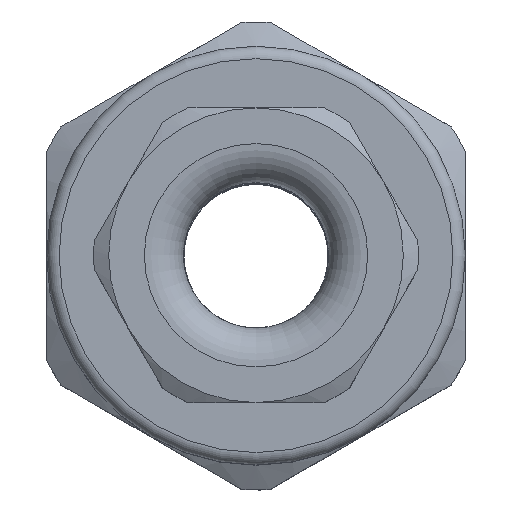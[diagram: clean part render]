
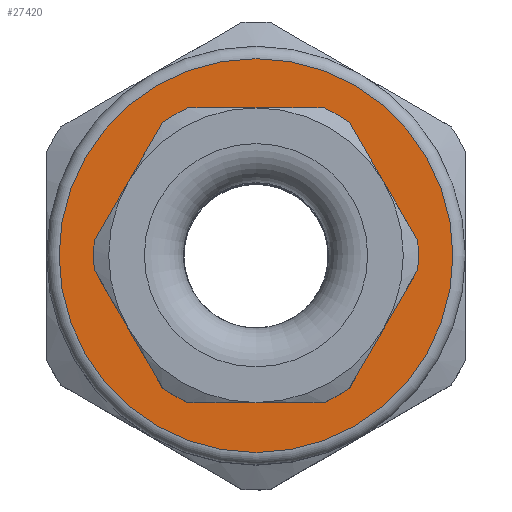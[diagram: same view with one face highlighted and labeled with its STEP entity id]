
A CAD part, top view. The second image highlights one B-rep face of the part: STEP entity #27420.
In plain terms, the highlighted planar face has unit normal (0, 0, 1).
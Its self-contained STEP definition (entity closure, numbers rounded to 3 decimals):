
#27393=CARTESIAN_POINT('',(0.,0.,33.));
#27394=DIRECTION('',(0.,0.,1.));
#27395=DIRECTION('',(1.,0.,0.));
#27396=AXIS2_PLACEMENT_3D('',#27393,#27394,#27395);
#27397=PLANE('',#27396);
#27398=CARTESIAN_POINT('',(8.5,-0.,33.));
#27399=VERTEX_POINT('',#27398);
#27400=CARTESIAN_POINT('',(0.,0.,33.));
#27401=DIRECTION('',(-0.,-0.,-1.));
#27402=DIRECTION('',(1.,0.,-0.));
#27403=AXIS2_PLACEMENT_3D('',#27400,#27401,#27402);
#27404=CIRCLE('',#27403,8.5);
#27405=EDGE_CURVE('',#27399,#27399,#27404,.T.);
#27406=ORIENTED_EDGE('',*,*,#27405,.T.);
#27407=EDGE_LOOP('',(#27406));
#27408=FACE_BOUND('',#27407,.T.);
#27409=CARTESIAN_POINT('',(12.7,-0.,33.));
#27410=VERTEX_POINT('',#27409);
#27411=CARTESIAN_POINT('',(0.,0.,33.));
#27412=DIRECTION('',(0.,0.,1.));
#27413=DIRECTION('',(1.,0.,-0.));
#27414=AXIS2_PLACEMENT_3D('',#27411,#27412,#27413);
#27415=CIRCLE('',#27414,12.7);
#27416=EDGE_CURVE('',#27410,#27410,#27415,.T.);
#27417=ORIENTED_EDGE('',*,*,#27416,.T.);
#27418=EDGE_LOOP('',(#27417));
#27419=FACE_BOUND('',#27418,.T.);
#27420=ADVANCED_FACE('',(#27408,#27419),#27397,.T.);
